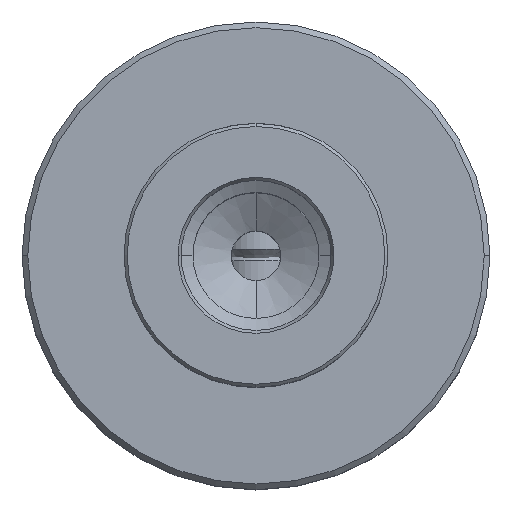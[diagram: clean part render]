
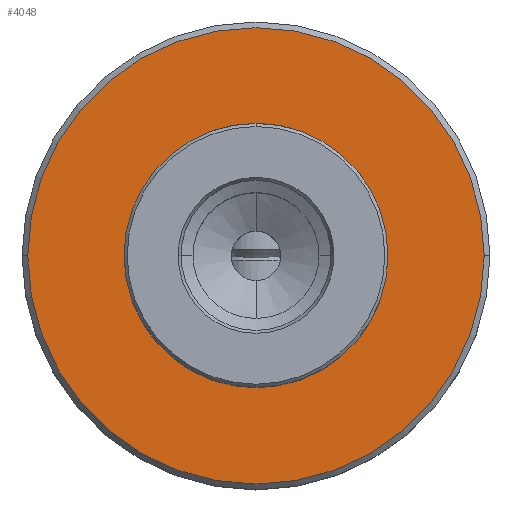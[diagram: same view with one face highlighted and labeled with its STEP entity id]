
A CAD part, top view. The second image highlights one B-rep face of the part: STEP entity #4048.
In plain terms, the highlighted planar face has unit normal (0, 0, 1).
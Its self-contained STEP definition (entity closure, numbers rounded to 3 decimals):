
#2390=VERTEX_POINT('NONE',#5825);
#2644=EDGE_CURVE('NONE',#4976,#2390,#6103,.T.);
#2712=VERTEX_POINT('NONE',#6180);
#2930=EDGE_CURVE('NONE',#2390,#4976,#6418,.T.);
#2998=EDGE_CURVE('NONE',#4548,#2712,#6497,.T.);
#3060=EDGE_CURVE('NONE',#2712,#4548,#6567,.T.);
#4048=ADVANCED_FACE('NONE',(#7669,#7670),#7671,.F.);
#4548=VERTEX_POINT('NONE',#8222);
#4976=VERTEX_POINT('NONE',#8697);
#5825=CARTESIAN_POINT('',(-10.9,0.,0.0));
#6103=CIRCLE('',#11404,10.9);
#6180=CARTESIAN_POINT('',(19.025,0.,0.0));
#6418=CIRCLE('',#12215,10.9);
#6497=CIRCLE('',#12367,19.025);
#6567=CIRCLE('',#12507,19.025);
#7669=FACE_OUTER_BOUND('',#15580,.T.);
#7670=FACE_BOUND('',#15581,.T.);
#7671=PLANE('',#15582);
#8222=CARTESIAN_POINT('',(-19.025,0.,0.0));
#8697=CARTESIAN_POINT('',(10.9,0.,0.0));
#11404=AXIS2_PLACEMENT_3D('',#19553,#19554,#19555);
#12215=AXIS2_PLACEMENT_3D('',#19842,#19843,#19844);
#12367=AXIS2_PLACEMENT_3D('',#19955,#19956,#19957);
#12507=AXIS2_PLACEMENT_3D('',#20028,#20029,#20030);
#15580=EDGE_LOOP('',(#21149,#21150));
#15581=EDGE_LOOP('',(#21151,#21152));
#15582=AXIS2_PLACEMENT_3D('',#21153,#21154,#21155);
#19553=CARTESIAN_POINT('',(0.0,0.0,0.0));
#19554=DIRECTION('',(0.0,0.0,-1.0));
#19555=DIRECTION('',(0.0,1.0,0.0));
#19842=CARTESIAN_POINT('',(0.0,0.0,0.0));
#19843=DIRECTION('',(0.0,0.0,-1.0));
#19844=DIRECTION('',(0.0,1.0,0.0));
#19955=CARTESIAN_POINT('',(0.0,0.0,0.0));
#19956=DIRECTION('',(0.0,0.0,-1.0));
#19957=DIRECTION('',(0.0,1.0,0.0));
#20028=CARTESIAN_POINT('',(0.0,0.0,0.0));
#20029=DIRECTION('',(0.0,0.0,-1.0));
#20030=DIRECTION('',(0.0,1.0,0.0));
#21149=ORIENTED_EDGE('',*,*,#2998,.F.);
#21150=ORIENTED_EDGE('',*,*,#3060,.F.);
#21151=ORIENTED_EDGE('',*,*,#2644,.T.);
#21152=ORIENTED_EDGE('',*,*,#2930,.T.);
#21153=CARTESIAN_POINT('',(0.0,0.0,0.0));
#21154=DIRECTION('',(0.0,0.0,-1.0));
#21155=DIRECTION('',(-1.0,0.0,0.0));
